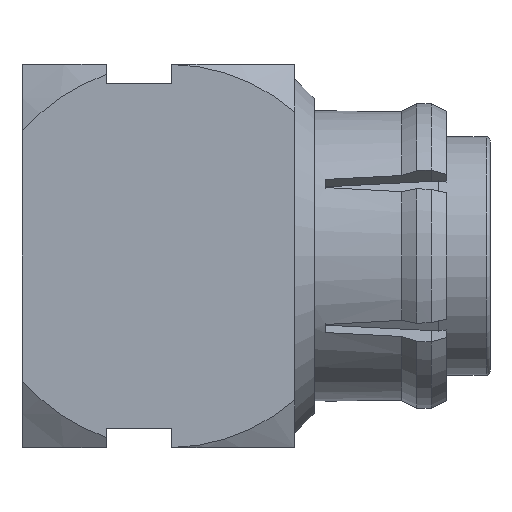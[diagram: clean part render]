
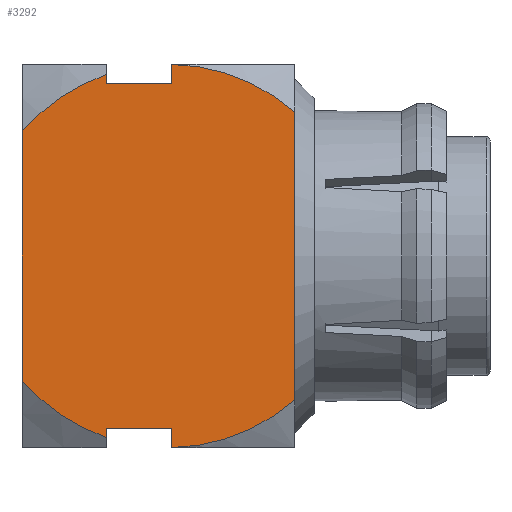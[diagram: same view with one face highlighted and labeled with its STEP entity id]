
A CAD part, left-side view. The second image highlights one B-rep face of the part: STEP entity #3292.
In plain terms, the highlighted planar face has unit normal (-1, 0, 0).
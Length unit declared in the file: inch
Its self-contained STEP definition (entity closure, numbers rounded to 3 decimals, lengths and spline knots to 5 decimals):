
#28 = CARTESIAN_POINT ( 'NONE',  ( -0.09843, 0., 0. ) ) ;
#40 = EDGE_CURVE ( 'NONE', #3071, #1354, #2058, .T. ) ;
#87 = VECTOR ( 'NONE', #221, 39.37008 ) ;
#106 = LINE ( 'NONE', #2071, #3463 ) ;
#111 = CIRCLE ( 'NONE', #1535, 0.09843 ) ;
#123 = ORIENTED_EDGE ( 'NONE', *, *, #1007, .T. ) ;
#174 = ORIENTED_EDGE ( 'NONE', *, *, #1517, .T. ) ;
#221 = DIRECTION ( 'NONE',  ( 0., 1., 0. ) ) ;
#259 = DIRECTION ( 'NONE',  ( -1., 0., 0. ) ) ;
#348 = VERTEX_POINT ( 'NONE', #3133 ) ;
#364 = CARTESIAN_POINT ( 'NONE',  ( -0.09843, 0.03169, -0.08843 ) ) ;
#412 = CARTESIAN_POINT ( 'NONE',  ( -0.09843, -0.00177, 0.09843 ) ) ;
#425 = VECTOR ( 'NONE', #1387, 39.37008 ) ;
#432 = AXIS2_PLACEMENT_3D ( 'NONE', #2744, #2205, #3271 ) ;
#470 = DIRECTION ( 'NONE',  ( 0., 0., -1. ) ) ;
#473 = VERTEX_POINT ( 'NONE', #496 ) ;
#496 = CARTESIAN_POINT ( 'NONE',  ( -0.09842, -0.00177, 0.09842 ) ) ;
#593 = VECTOR ( 'NONE', #2110, 39.37008 ) ;
#655 = CARTESIAN_POINT ( 'NONE',  ( -0.09843, -0.00177, -0.08843 ) ) ;
#695 = DIRECTION ( 'NONE',  ( -1., 0., 0. ) ) ;
#702 = VERTEX_POINT ( 'NONE', #1234 ) ;
#720 = DIRECTION ( 'NONE',  ( 0., 0., 1. ) ) ;
#785 = CARTESIAN_POINT ( 'NONE',  ( -0.09843, -0.075, -0.08843 ) ) ;
#833 = LINE ( 'NONE', #785, #87 ) ;
#841 = EDGE_CURVE ( 'NONE', #876, #1354, #3594, .T. ) ;
#869 = CARTESIAN_POINT ( 'NONE',  ( -0.09843, -0.065, 0.07391 ) ) ;
#876 = VERTEX_POINT ( 'NONE', #1559 ) ;
#883 = CARTESIAN_POINT ( 'NONE',  ( -0.09843, -0.065, -0.07391 ) ) ;
#893 = FACE_OUTER_BOUND ( 'NONE', #2748, .T. ) ;
#919 = CARTESIAN_POINT ( 'NONE',  ( -0.09843, 0.03169, 0.09318 ) ) ;
#989 = AXIS2_PLACEMENT_3D ( 'NONE', #28, #2520, #2269 ) ;
#1007 = EDGE_CURVE ( 'NONE', #1098, #473, #111, .T. ) ;
#1029 = ORIENTED_EDGE ( 'NONE', *, *, #2933, .T. ) ;
#1062 = VERTEX_POINT ( 'NONE', #1632 ) ;
#1064 = CIRCLE ( 'NONE', #3499, 0.09843 ) ;
#1096 = PLANE ( 'NONE',  #432 ) ;
#1098 = VERTEX_POINT ( 'NONE', #869 ) ;
#1137 = ORIENTED_EDGE ( 'NONE', *, *, #1327, .F. ) ;
#1148 = ORIENTED_EDGE ( 'NONE', *, *, #2776, .T. ) ;
#1185 = CARTESIAN_POINT ( 'NONE',  ( -0.09843, 0.03169, -0.09318 ) ) ;
#1234 = CARTESIAN_POINT ( 'NONE',  ( -0.09843, 0.075, 0.06374 ) ) ;
#1268 = ORIENTED_EDGE ( 'NONE', *, *, #40, .F. ) ;
#1327 = EDGE_CURVE ( 'NONE', #1098, #2095, #1546, .T. ) ;
#1333 = VERTEX_POINT ( 'NONE', #655 ) ;
#1354 = VERTEX_POINT ( 'NONE', #1185 ) ;
#1387 = DIRECTION ( 'NONE',  ( 0., 0., -1. ) ) ;
#1482 = LINE ( 'NONE', #1820, #593 ) ;
#1507 = DIRECTION ( 'NONE',  ( 0., 0., 1. ) ) ;
#1517 = EDGE_CURVE ( 'NONE', #1062, #2095, #1064, .T. ) ;
#1535 = AXIS2_PLACEMENT_3D ( 'NONE', #2196, #259, #3035 ) ;
#1546 = LINE ( 'NONE', #2065, #2449 ) ;
#1559 = CARTESIAN_POINT ( 'NONE',  ( -0.09843, 0.075, -0.06374 ) ) ;
#1597 = EDGE_CURVE ( 'NONE', #1333, #3071, #833, .T. ) ;
#1632 = CARTESIAN_POINT ( 'NONE',  ( -0.09842, -0.00177, -0.09842 ) ) ;
#1650 = CARTESIAN_POINT ( 'NONE',  ( -0.09843, 0., 0. ) ) ;
#1688 = LINE ( 'NONE', #2366, #2085 ) ;
#1775 = EDGE_CURVE ( 'NONE', #3605, #2581, #106, .T. ) ;
#1820 = CARTESIAN_POINT ( 'NONE',  ( -0.09843, -0.00177, 0.09843 ) ) ;
#1827 = VECTOR ( 'NONE', #1507, 39.37008 ) ;
#1906 = CIRCLE ( 'NONE', #989, 0.09843 ) ;
#2058 = LINE ( 'NONE', #2936, #2146 ) ;
#2065 = CARTESIAN_POINT ( 'NONE',  ( -0.09843, -0.065, 0.09843 ) ) ;
#2071 = CARTESIAN_POINT ( 'NONE',  ( -0.09843, 0.03169, 0.09843 ) ) ;
#2080 = DIRECTION ( 'NONE',  ( 0., -1., 0. ) ) ;
#2085 = VECTOR ( 'NONE', #2080, 39.37008 ) ;
#2095 = VERTEX_POINT ( 'NONE', #883 ) ;
#2110 = DIRECTION ( 'NONE',  ( 0., 0., -1. ) ) ;
#2146 = VECTOR ( 'NONE', #470, 39.37008 ) ;
#2176 = DIRECTION ( 'NONE',  ( 0., 0., 1. ) ) ;
#2196 = CARTESIAN_POINT ( 'NONE',  ( -0.09843, 0., 0. ) ) ;
#2205 = DIRECTION ( 'NONE',  ( 1., 0., 0. ) ) ;
#2234 = AXIS2_PLACEMENT_3D ( 'NONE', #3191, #695, #720 ) ;
#2256 = LINE ( 'NONE', #3346, #425 ) ;
#2269 = DIRECTION ( 'NONE',  ( 0., 0., 1. ) ) ;
#2366 = CARTESIAN_POINT ( 'NONE',  ( -0.09843, -0.075, 0.08843 ) ) ;
#2449 = VECTOR ( 'NONE', #3117, 39.37008 ) ;
#2494 = EDGE_CURVE ( 'NONE', #702, #876, #2256, .T. ) ;
#2520 = DIRECTION ( 'NONE',  ( -1., 0., 0. ) ) ;
#2581 = VERTEX_POINT ( 'NONE', #919 ) ;
#2599 = ORIENTED_EDGE ( 'NONE', *, *, #841, .T. ) ;
#2668 = CARTESIAN_POINT ( 'NONE',  ( -0.09843, 0.03169, 0.08843 ) ) ;
#2705 = ORIENTED_EDGE ( 'NONE', *, *, #3180, .F. ) ;
#2744 = CARTESIAN_POINT ( 'NONE',  ( -0.09843, -0.075, 0.09843 ) ) ;
#2748 = EDGE_LOOP ( 'NONE', ( #3511, #174, #1137, #123, #1148, #2705, #3436, #1029, #3608, #2599, #1268, #3452 ) ) ;
#2776 = EDGE_CURVE ( 'NONE', #473, #348, #1482, .T. ) ;
#2933 = EDGE_CURVE ( 'NONE', #2581, #702, #1906, .T. ) ;
#2936 = CARTESIAN_POINT ( 'NONE',  ( -0.09843, 0.03169, 0.09843 ) ) ;
#3035 = DIRECTION ( 'NONE',  ( 0., 0., 1. ) ) ;
#3071 = VERTEX_POINT ( 'NONE', #364 ) ;
#3117 = DIRECTION ( 'NONE',  ( 0., 0., -1. ) ) ;
#3133 = CARTESIAN_POINT ( 'NONE',  ( -0.09843, -0.00177, 0.08843 ) ) ;
#3180 = EDGE_CURVE ( 'NONE', #3605, #348, #1688, .T. ) ;
#3191 = CARTESIAN_POINT ( 'NONE',  ( -0.09843, 0., 0. ) ) ;
#3212 = EDGE_CURVE ( 'NONE', #1062, #1333, #3238, .T. ) ;
#3238 = LINE ( 'NONE', #412, #1827 ) ;
#3271 = DIRECTION ( 'NONE',  ( 0., 0., -1. ) ) ;
#3292 = ADVANCED_FACE ( 'NONE', ( #893 ), #1096, .F. ) ;
#3346 = CARTESIAN_POINT ( 'NONE',  ( -0.09843, 0.075, 0.09843 ) ) ;
#3395 = DIRECTION ( 'NONE',  ( 0., 0., 1. ) ) ;
#3436 = ORIENTED_EDGE ( 'NONE', *, *, #1775, .T. ) ;
#3452 = ORIENTED_EDGE ( 'NONE', *, *, #1597, .F. ) ;
#3463 = VECTOR ( 'NONE', #3395, 39.37008 ) ;
#3499 = AXIS2_PLACEMENT_3D ( 'NONE', #1650, #3606, #2176 ) ;
#3511 = ORIENTED_EDGE ( 'NONE', *, *, #3212, .F. ) ;
#3594 = CIRCLE ( 'NONE', #2234, 0.09843 ) ;
#3605 = VERTEX_POINT ( 'NONE', #2668 ) ;
#3606 = DIRECTION ( 'NONE',  ( -1., 0., 0. ) ) ;
#3608 = ORIENTED_EDGE ( 'NONE', *, *, #2494, .T. ) ;
